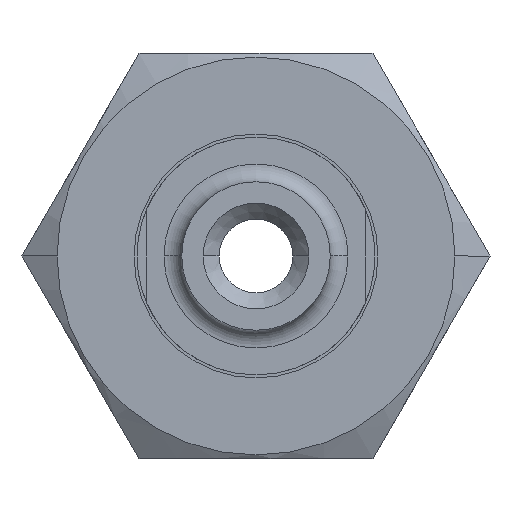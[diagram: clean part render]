
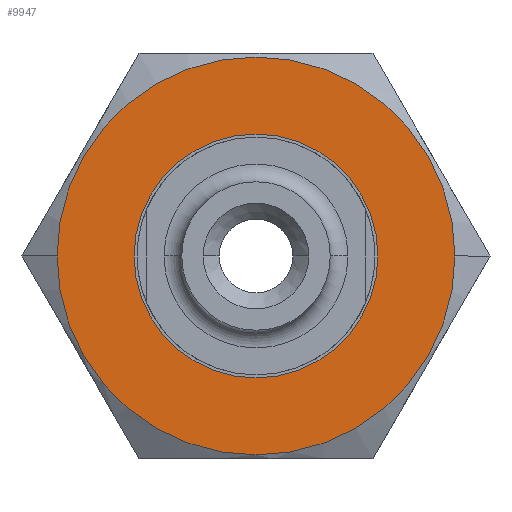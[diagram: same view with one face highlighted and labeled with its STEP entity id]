
A CAD part, left-side view. The second image highlights one B-rep face of the part: STEP entity #9947.
In plain terms, the highlighted planar face has unit normal (-1, 0, 0).
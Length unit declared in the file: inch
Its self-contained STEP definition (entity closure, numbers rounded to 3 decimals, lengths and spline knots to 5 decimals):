
#180 = CARTESIAN_POINT ( 'NONE',  ( -0.8195, 0.20675, 0. ) ) ;
#494 = DIRECTION ( 'NONE',  ( 1., 0., 0. ) ) ;
#1211 = EDGE_CURVE ( 'NONE', #11439, #3746, #11275, .T. ) ;
#1449 = DIRECTION ( 'NONE',  ( -1., 0., 0. ) ) ;
#1466 = FACE_OUTER_BOUND ( 'NONE', #2895, .T. ) ;
#2077 = DIRECTION ( 'NONE',  ( 0., 1., 0. ) ) ;
#2129 = ORIENTED_EDGE ( 'NONE', *, *, #8823, .T. ) ;
#2219 = CARTESIAN_POINT ( 'NONE',  ( -0.8195, 0.3375, 0. ) ) ;
#2895 = EDGE_LOOP ( 'NONE', ( #10488, #3640 ) ) ;
#3092 = PLANE ( 'NONE',  #8656 ) ;
#3166 = EDGE_LOOP ( 'NONE', ( #2129, #8468 ) ) ;
#3311 = DIRECTION ( 'NONE',  ( 1., 0., 0. ) ) ;
#3640 = ORIENTED_EDGE ( 'NONE', *, *, #1211, .F. ) ;
#3746 = VERTEX_POINT ( 'NONE', #2219 ) ;
#3809 = EDGE_CURVE ( 'NONE', #3746, #11439, #6071, .T. ) ;
#4422 = AXIS2_PLACEMENT_3D ( 'NONE', #7851, #7975, #2077 ) ;
#4950 = CIRCLE ( 'NONE', #8885, 0.20675 ) ;
#5289 = VERTEX_POINT ( 'NONE', #5569 ) ;
#5560 = CARTESIAN_POINT ( 'NONE',  ( -0.8195, -0.3375, 0. ) ) ;
#5569 = CARTESIAN_POINT ( 'NONE',  ( -0.8195, 0.20675, 0. ) ) ;
#5863 = CARTESIAN_POINT ( 'NONE',  ( -0.8195, -0.20675, 0. ) ) ;
#6071 = CIRCLE ( 'NONE', #4422, 0.3375 ) ;
#6927 = FACE_BOUND ( 'NONE', #3166, .T. ) ;
#7184 = DIRECTION ( 'NONE',  ( 1., 0., 0. ) ) ;
#7851 = CARTESIAN_POINT ( 'NONE',  ( -0.8195, 0., 0. ) ) ;
#7975 = DIRECTION ( 'NONE',  ( 1., 0., 0. ) ) ;
#8468 = ORIENTED_EDGE ( 'NONE', *, *, #10133, .T. ) ;
#8579 = CARTESIAN_POINT ( 'NONE',  ( -0.8195, 0., 0. ) ) ;
#8656 = AXIS2_PLACEMENT_3D ( 'NONE', #180, #1449, #9872 ) ;
#8823 = EDGE_CURVE ( 'NONE', #5289, #11108, #4950, .T. ) ;
#8885 = AXIS2_PLACEMENT_3D ( 'NONE', #12082, #7184, #11272 ) ;
#9169 = CIRCLE ( 'NONE', #12581, 0.20675 ) ;
#9872 = DIRECTION ( 'NONE',  ( 0., -1., 0. ) ) ;
#9947 = ADVANCED_FACE ( 'NONE', ( #6927, #1466 ), #3092, .T. ) ;
#10133 = EDGE_CURVE ( 'NONE', #11108, #5289, #9169, .T. ) ;
#10488 = ORIENTED_EDGE ( 'NONE', *, *, #3809, .F. ) ;
#10601 = AXIS2_PLACEMENT_3D ( 'NONE', #11959, #3311, #11184 ) ;
#11108 = VERTEX_POINT ( 'NONE', #5863 ) ;
#11184 = DIRECTION ( 'NONE',  ( 0., 1., 0. ) ) ;
#11271 = DIRECTION ( 'NONE',  ( 0., 1., 0. ) ) ;
#11272 = DIRECTION ( 'NONE',  ( 0., 1., 0. ) ) ;
#11275 = CIRCLE ( 'NONE', #10601, 0.3375 ) ;
#11439 = VERTEX_POINT ( 'NONE', #5560 ) ;
#11959 = CARTESIAN_POINT ( 'NONE',  ( -0.8195, 0., 0. ) ) ;
#12082 = CARTESIAN_POINT ( 'NONE',  ( -0.8195, 0., 0. ) ) ;
#12581 = AXIS2_PLACEMENT_3D ( 'NONE', #8579, #494, #11271 ) ;
